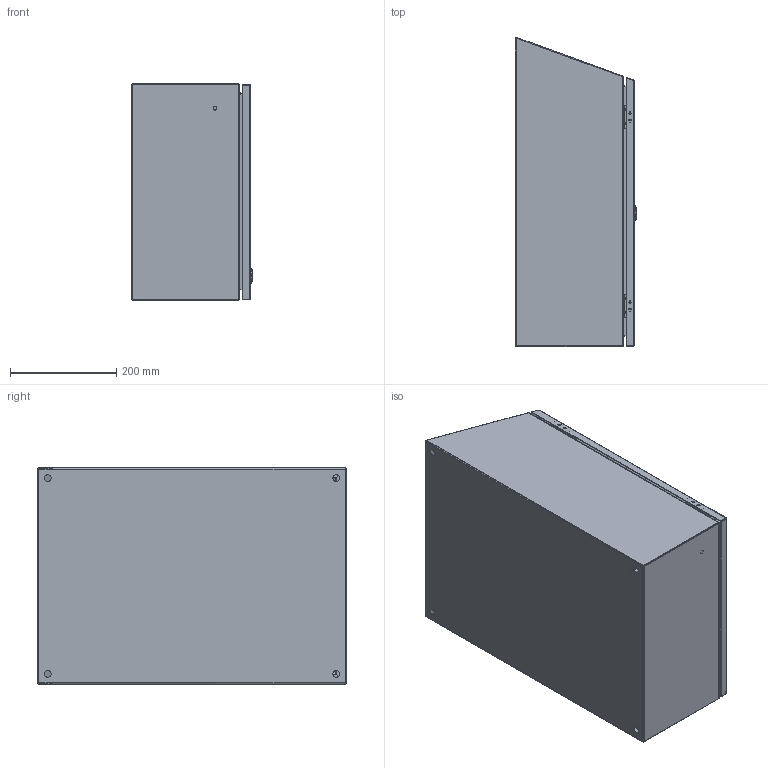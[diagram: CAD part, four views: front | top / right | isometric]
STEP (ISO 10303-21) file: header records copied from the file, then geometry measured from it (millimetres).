
FILE_DESCRIPTION (( 'STEP AP214' ), '1' );
FILE_NAME ('ST20168LG.STEP', '2019-07-15T21:05:34', ( '' ), ( '' ), 'SwSTEP 2.0', 'SolidWorks 2018', '' );
FILE_SCHEMA (( 'AUTOMOTIVE_DESIGN' ));
Length unit declared in the file: inch
Products named in the file (1): ST20168LG
Bounding box: 228.14 x 581.01 x 406.4 mm (x, y, z)
Volume: 1451117.8 mm3; surface area: 1946271.9 mm2
Topology: 21 solids, 22 shells, 632 faces, 1453 edges, 882 vertices
Faces by surface type: plane 303, cylinder 197, bspline 92, torus 24, cone 16
Entity records: 28274 total; most frequent: CARTESIAN_POINT 5912, ORIENTED_EDGE 2878, DIRECTION 2822, EDGE_CURVE 1439, AXIS2_PLACEMENT_3D 996, VERTEX_POINT 882, VECTOR 830, LINE 830
